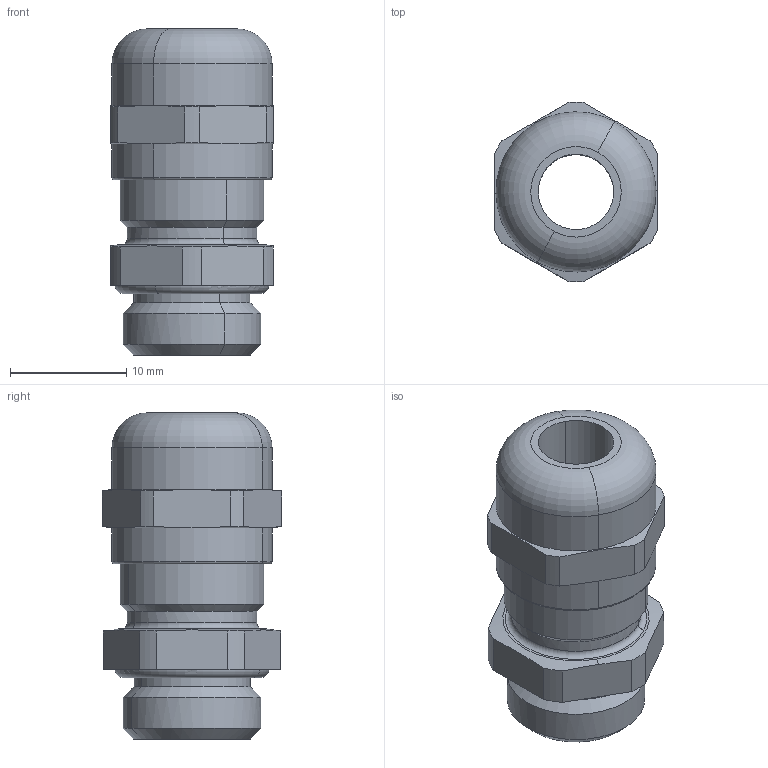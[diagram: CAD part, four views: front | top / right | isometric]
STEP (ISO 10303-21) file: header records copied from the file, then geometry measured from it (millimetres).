
FILE_DESCRIPTION(('CATIA V5R24 STEP','CAx-IF Rec.Pracs.--- Model Styling and Organization---1.2---2011-12-15'),'2;1');
FILE_NAME ('D1446439_0_1009840000_1009840000.stp','2018-05-28T08:39:59+00:00',('none'),('Weidmueller'),'CATIA Version 5-6 Release 2014 SP4 HF52','CATIA V5 STEP AP214','none');
FILE_SCHEMA(('AUTOMOTIVE_DESIGN { 1 0 10303 214 1 1 1 1 }'));
Length unit declared in the file: millimetre
Products named in the file (1): 1009840000_VGM12-SS_68_KB_3-6-5
Bounding box: 14 x 15.49 x 28.1 mm (x, y, z)
Volume: 2832.3 mm3; surface area: 2105 mm2
Topology: 1 solids, 1 shells, 65 faces, 159 edges, 100 vertices
Faces by surface type: cylinder 27, plane 18, cone 12, torus 8
Entity records: 2020 total; most frequent: CARTESIAN_POINT 545, ORIENTED_EDGE 318, DIRECTION 216, EDGE_CURVE 159, AXIS2_PLACEMENT_3D 115, VERTEX_POINT 100, EDGE_LOOP 71, CIRCLE 70
